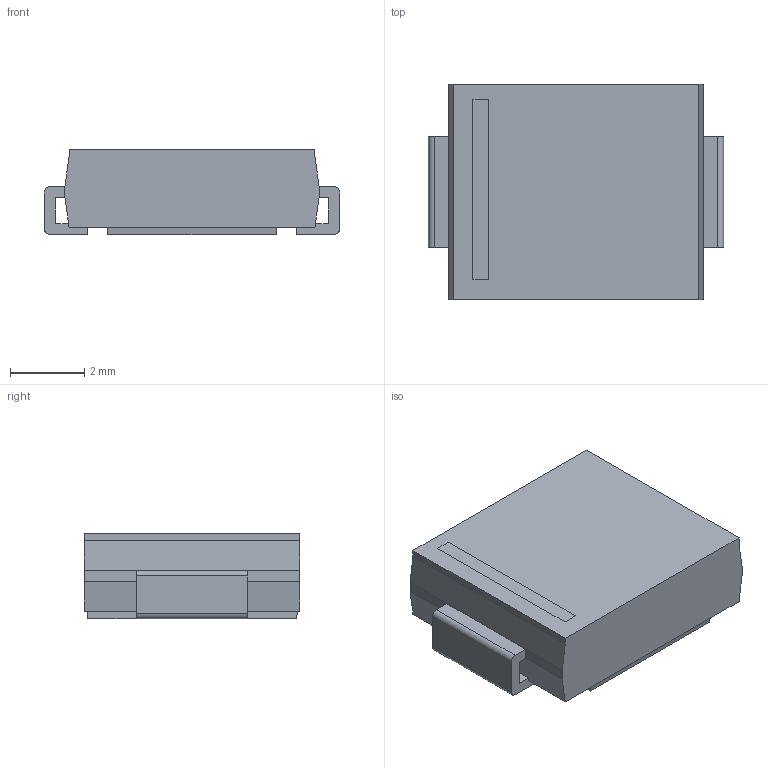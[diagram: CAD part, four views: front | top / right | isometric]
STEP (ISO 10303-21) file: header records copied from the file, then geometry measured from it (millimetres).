
FILE_DESCRIPTION( ( '' ), ' ' );
FILE_NAME( '5b35378430dc290eacb7f019.step', '2018-06-28T19:31:17', ( '' ), ( '' ), ' ', ' ', ' ' );
FILE_SCHEMA( ( 'AUTOMOTIVE_DESIGN { 1 0 10303 214 1 1 1 1 }' ) );
Length unit declared in the file: metre
Products named in the file (5): Open CASCADE STEP translator 6.8 3; Open CASCADE STEP translator 6.8 2; Open CASCADE STEP translator 6.8 1
Bounding box: 7.95 x 5.8 x 2.3 mm (x, y, z)
Volume: 91.2 mm3; surface area: 225.5 mm2
Topology: 5 solids, 5 shells, 57 faces, 138 edges, 92 vertices
Faces by surface type: plane 53, cylinder 4
Entity records: 2842 total; most frequent: CARTESIAN_POINT 292, ORIENTED_EDGE 276, DIRECTION 270, STYLED_ITEM 195, PRESENTATION_STYLE_ASSIGNMENT 195, COLOUR_RGB 195, EDGE_CURVE 138, CURVE_STYLE 138
